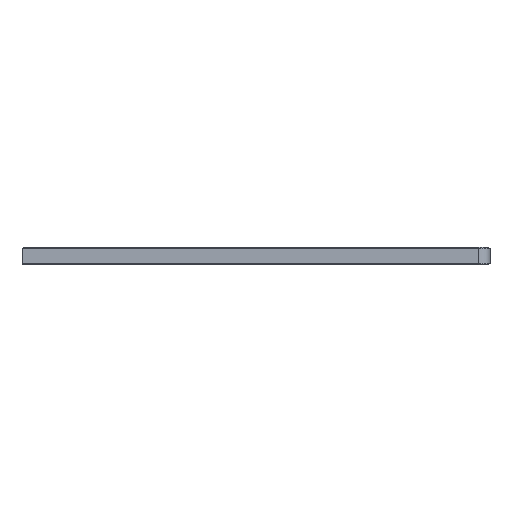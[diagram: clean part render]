
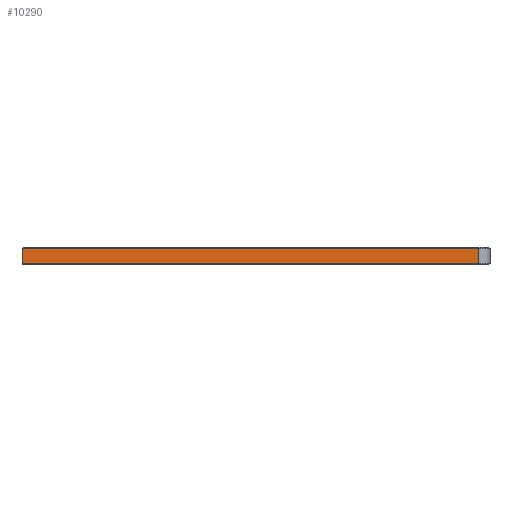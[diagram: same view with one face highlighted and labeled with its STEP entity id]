
A CAD part, front view. The second image highlights one B-rep face of the part: STEP entity #10290.
In plain terms, the highlighted planar face has unit normal (0, -1, 0).
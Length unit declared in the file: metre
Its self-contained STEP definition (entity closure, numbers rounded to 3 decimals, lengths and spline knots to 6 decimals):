
#3004=ORIENTED_EDGE('',*,*,#4676,.F.);
#3005=ORIENTED_EDGE('',*,*,#4674,.T.);
#3006=ORIENTED_EDGE('',*,*,#4653,.T.);
#3007=ORIENTED_EDGE('',*,*,#4673,.T.);
#4653=EDGE_CURVE('',#5627,#5628,#6838,.F.);
#4673=EDGE_CURVE('',#5628,#5637,#6852,.T.);
#4674=EDGE_CURVE('',#5638,#5627,#6853,.T.);
#4676=EDGE_CURVE('',#5638,#5637,#6855,.T.);
#5627=VERTEX_POINT('',#16629);
#5628=VERTEX_POINT('',#16630);
#5637=VERTEX_POINT('',#16667);
#5638=VERTEX_POINT('',#16671);
#6838=LINE('',#16628,#8084);
#6852=LINE('',#16668,#8098);
#6853=LINE('',#16670,#8099);
#6855=LINE('',#16674,#8101);
#8084=VECTOR('',#13682,1.);
#8098=VECTOR('',#13726,1.);
#8099=VECTOR('',#13729,1.);
#8101=VECTOR('',#13733,1.);
#8712=EDGE_LOOP('',(#3004,#3005,#3006,#3007));
#9318=FACE_BOUND('',#8712,.T.);
#9744=PLANE('',#11060);
#10290=ADVANCED_FACE('',(#9318),#9744,.F.);
#11060=AXIS2_PLACEMENT_3D('',#16673,#13731,#13732);
#13682=DIRECTION('',(0.,0.,-1.));
#13726=DIRECTION('',(-1.,0.,0.));
#13729=DIRECTION('',(1.,0.,0.));
#13731=DIRECTION('',(0.,1.,0.));
#13732=DIRECTION('',(0.,0.,1.));
#13733=DIRECTION('',(0.,0.,1.));
#16628=CARTESIAN_POINT('',(0.12184,-0.038115,0.003));
#16629=CARTESIAN_POINT('',(0.12184,-0.038115,0.0002));
#16630=CARTESIAN_POINT('',(0.12184,-0.038115,0.0028));
#16667=CARTESIAN_POINT('',(0.042963,-0.038115,0.0028));
#16668=CARTESIAN_POINT('',(-0.12184,-0.038115,0.0028));
#16670=CARTESIAN_POINT('',(0.,-0.038115,0.0002));
#16671=CARTESIAN_POINT('',(0.042963,-0.038115,0.0002));
#16673=CARTESIAN_POINT('',(0.,-0.038115,0.003));
#16674=CARTESIAN_POINT('',(0.042963,-0.038115,0.003));
